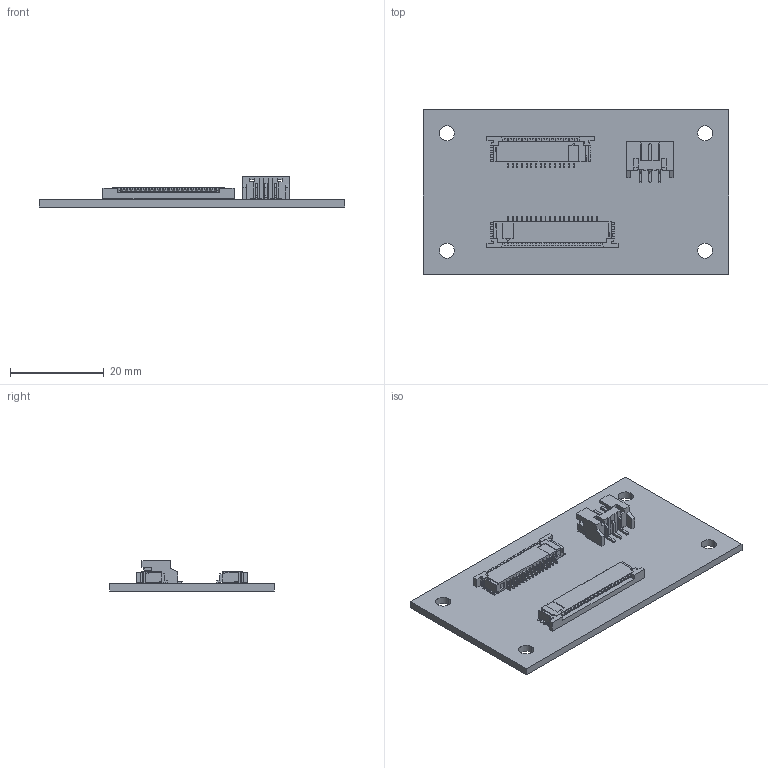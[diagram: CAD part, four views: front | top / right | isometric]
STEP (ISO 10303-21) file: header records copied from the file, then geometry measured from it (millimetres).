
FILE_DESCRIPTION (( 'STEP AP214' ), '1' );
FILE_NAME ('CameraBoardRevA.STEP', '2018-05-07T19:20:22', ( '' ), ( '' ), 'SwSTEP 2.0', 'SolidWorks 2017', '' );
FILE_SCHEMA (( 'AUTOMOTIVE_DESIGN' ));
Length unit declared in the file: millimetre
Products named in the file (1): CameraBoardRevA
Bounding box: 65 x 35 x 6.4 mm (x, y, z)
Volume: 4209.6 mm3; surface area: 6885.9 mm2
Topology: 1 solids, 1 shells, 1607 faces, 4825 edges, 3172 vertices
Faces by surface type: plane 1079, cylinder 528
Entity records: 54732 total; most frequent: CARTESIAN_POINT 10903, ORIENTED_EDGE 9650, DIRECTION 8499, EDGE_CURVE 4825, LINE 3725, VECTOR 3725, VERTEX_POINT 3172, AXIS2_PLACEMENT_3D 2387
